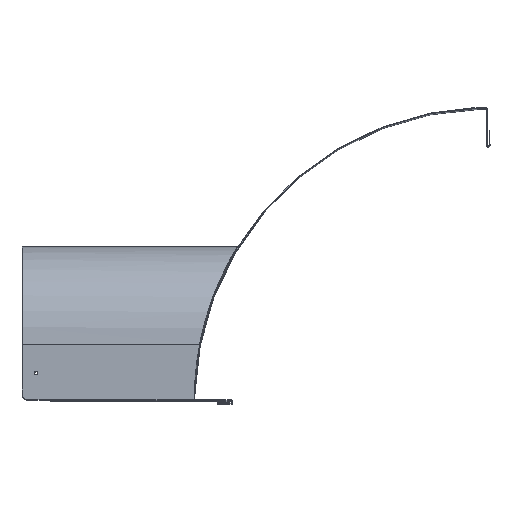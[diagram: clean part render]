
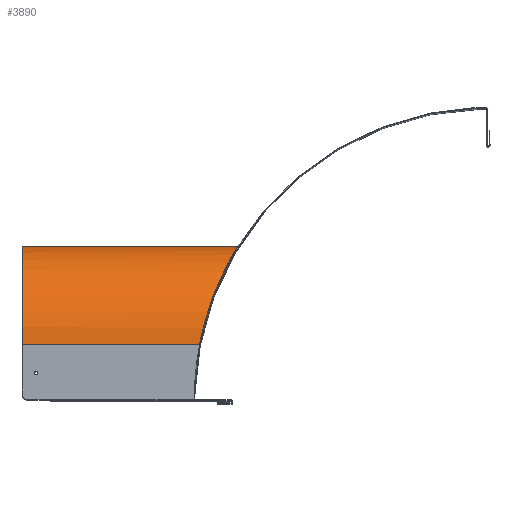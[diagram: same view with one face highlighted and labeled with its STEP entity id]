
A CAD part, top view. The second image highlights one B-rep face of the part: STEP entity #3890.
In plain terms, the highlighted cylindrical face has radius 86 mm (diameter 172 mm), a partial arc.
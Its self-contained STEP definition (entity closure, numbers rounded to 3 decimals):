
#3303=CARTESIAN_POINT('',(86.,50.0,253.508));
#3304=VERTEX_POINT('',#3303);
#3312=CARTESIAN_POINT('',(86.,50.,410.0));
#3313=VERTEX_POINT('',#3312);
#3314=CARTESIAN_POINT('',(86.,50.,410.0));
#3315=DIRECTION('',(0.0,0.0,-1.0));
#3316=VECTOR('',#3315,156.492);
#3317=LINE('',#3314,#3316);
#3318=EDGE_CURVE('',#3313,#3304,#3317,.T.);
#3737=CARTESIAN_POINT('',(-86.,50.,253.508));
#3738=VERTEX_POINT('',#3737);
#3746=CARTESIAN_POINT('',(86.,50.,253.508));
#3747=CARTESIAN_POINT('',(86.,55.604,252.425));
#3748=CARTESIAN_POINT('',(85.444,61.347,251.117));
#3749=CARTESIAN_POINT('',(83.157,72.679,248.12));
#3750=CARTESIAN_POINT('',(81.427,78.269,246.431));
#3751=CARTESIAN_POINT('',(76.903,88.93,242.832));
#3752=CARTESIAN_POINT('',(74.105,94.008,240.92));
#3753=CARTESIAN_POINT('',(67.674,103.371,237.093));
#3754=CARTESIAN_POINT('',(64.04,107.656,235.179));
#3755=CARTESIAN_POINT('',(56.456,115.083,231.665));
#3756=CARTESIAN_POINT('',(52.259,118.523,229.929));
#3757=CARTESIAN_POINT('',(43.086,124.632,226.703));
#3758=CARTESIAN_POINT('',(38.11,127.302,225.214));
#3759=CARTESIAN_POINT('',(27.665,131.625,222.735));
#3760=CARTESIAN_POINT('',(22.187,133.281,221.744));
#3761=CARTESIAN_POINT('',(11.091,135.469,220.424));
#3762=CARTESIAN_POINT('',(5.473,136.,220.096));
#3763=CARTESIAN_POINT('',(0.,136.,220.096));
#3764=CARTESIAN_POINT('',(-5.473,136.,220.096));
#3765=CARTESIAN_POINT('',(-11.091,135.469,220.424));
#3766=CARTESIAN_POINT('',(-22.187,133.281,221.744));
#3767=CARTESIAN_POINT('',(-27.665,131.625,222.735));
#3768=CARTESIAN_POINT('',(-38.11,127.302,225.214));
#3769=CARTESIAN_POINT('',(-43.086,124.632,226.703));
#3770=CARTESIAN_POINT('',(-52.259,118.523,229.929));
#3771=CARTESIAN_POINT('',(-56.456,115.083,231.665));
#3772=CARTESIAN_POINT('',(-64.04,107.656,235.179));
#3773=CARTESIAN_POINT('',(-67.674,103.371,237.093));
#3774=CARTESIAN_POINT('',(-74.105,94.008,240.92));
#3775=CARTESIAN_POINT('',(-76.903,88.93,242.832));
#3776=CARTESIAN_POINT('',(-81.427,78.269,246.431));
#3777=CARTESIAN_POINT('',(-83.157,72.679,248.12));
#3778=CARTESIAN_POINT('',(-85.444,61.347,251.117));
#3779=CARTESIAN_POINT('',(-86.,55.604,252.425));
#3780=CARTESIAN_POINT('',(-86.,50.,253.508));
#3781=B_SPLINE_CURVE_WITH_KNOTS('',3,(#3746,#3747,#3748,#3749,#3750,#3751,#3752,#3753,#3754,#3755,#3756,#3757,#3758,#3759,#3760,#3761,#3762,#3763,#3764,#3765,#3766,#3767,#3768,#3769,#3770,#3771,#3772,#3773,#3774,#3775,#3776,#3777,#3778,#3779,#3780),.UNSPECIFIED.,.F.,.U.,(4,2,2,2,2,2,2,2,3,2,2,2,2,2,2,2,4),(-13.417,-11.705,-9.993,-8.28,-6.568,-4.926,-3.284,-1.642,0.0,1.642,3.284,4.926,6.568,8.28,9.993,11.705,13.417),.UNSPECIFIED.);
#3782=EDGE_CURVE('',#3304,#3738,#3781,.T.);
#3866=CARTESIAN_POINT('',(0.,50.,205.0));
#3867=DIRECTION('',(0.0,0.0,1.0));
#3868=DIRECTION('',(1.0,0.0,0.0));
#3869=AXIS2_PLACEMENT_3D('',#3866,#3867,#3868);
#3870=CYLINDRICAL_SURFACE('',#3869,86.0);
#3871=ORIENTED_EDGE('',*,*,#3782,.T.);
#3872=CARTESIAN_POINT('',(-86.,50.,410.0));
#3873=VERTEX_POINT('',#3872);
#3874=CARTESIAN_POINT('',(-86.,50.,410.0));
#3875=DIRECTION('',(0.0,0.0,-1.0));
#3876=VECTOR('',#3875,156.492);
#3877=LINE('',#3874,#3876);
#3878=EDGE_CURVE('',#3873,#3738,#3877,.T.);
#3879=ORIENTED_EDGE('',*,*,#3878,.F.);
#3880=CARTESIAN_POINT('',(0.,50.,410.0));
#3881=DIRECTION('',(0.0,0.0,1.0));
#3882=DIRECTION('',(1.0,0.0,0.0));
#3883=AXIS2_PLACEMENT_3D('',#3880,#3881,#3882);
#3884=CIRCLE('',#3883,86.);
#3885=EDGE_CURVE('',#3313,#3873,#3884,.T.);
#3886=ORIENTED_EDGE('',*,*,#3885,.F.);
#3887=ORIENTED_EDGE('',*,*,#3318,.T.);
#3888=EDGE_LOOP('',(#3871,#3879,#3886,#3887));
#3889=FACE_OUTER_BOUND('',#3888,.T.);
#3890=ADVANCED_FACE('',(#3889),#3870,.T.);
